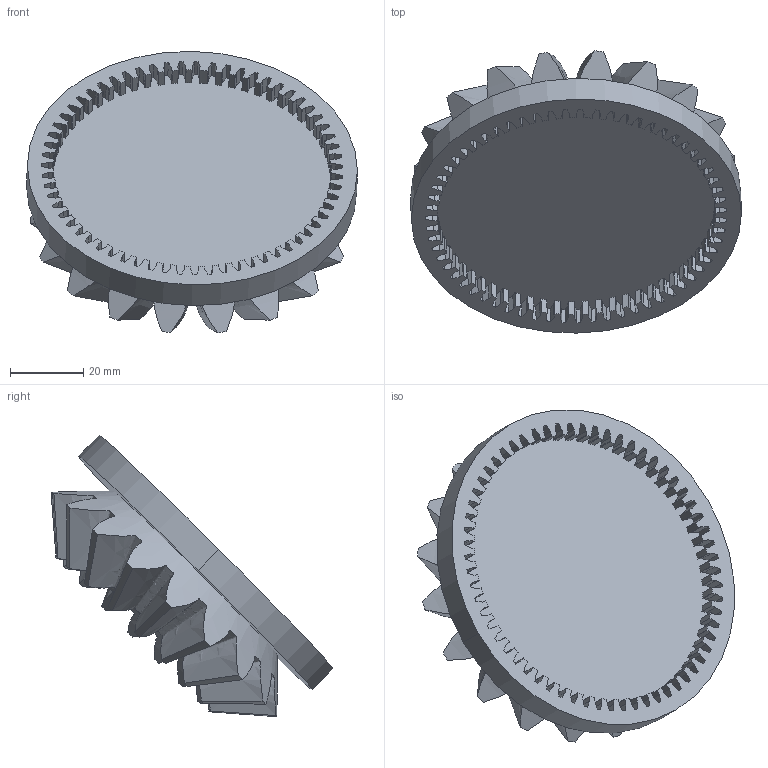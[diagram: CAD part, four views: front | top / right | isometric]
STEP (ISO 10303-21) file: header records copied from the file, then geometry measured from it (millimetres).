
FILE_DESCRIPTION((''),'2;1');
FILE_NAME('BEVEL_GEAR_RING_NO_3','2021-02-16T12:14:03',('TINH LE'),(''),'CREO PARAMETRIC BY PTC INC, 2020154','CREO PARAMETRIC BY PTC INC, 2020154','');
FILE_SCHEMA(('CONFIG_CONTROL_DESIGN'));
Length unit declared in the file: millimetre
Products named in the file (1): BEVEL_GEAR_RING_NO_3
Bounding box: 90.16 x 76.83 x 76.64 mm (x, y, z)
Volume: 91596.4 mm3; surface area: 28014.8 mm2
Topology: 1 solids, 1 shells, 553 faces, 1644 edges, 1096 vertices
Faces by surface type: cylinder 255, plane 132, extrusion 126, cone 22, bspline 18
Entity records: 23692 total; most frequent: CARTESIAN_POINT 8897, ORIENTED_EDGE 3288, DIRECTION 2846, EDGE_CURVE 1644, VERTEX_POINT 1096, AXIS2_PLACEMENT_3D 959, VECTOR 928, LINE 802
